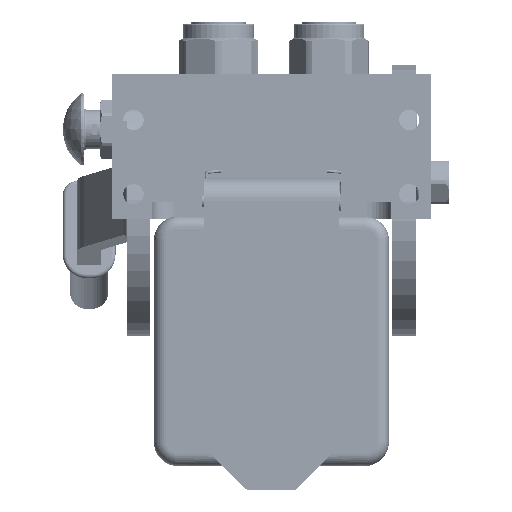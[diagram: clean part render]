
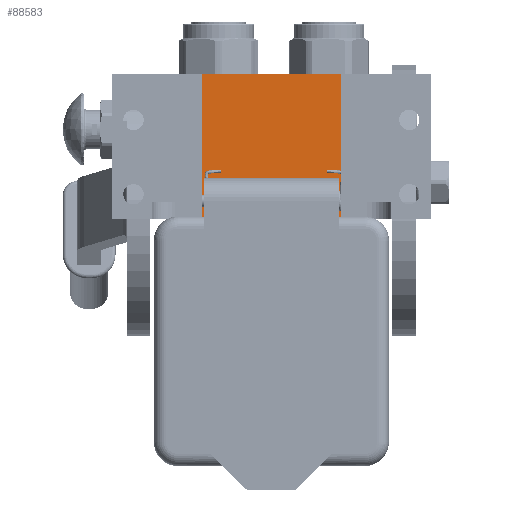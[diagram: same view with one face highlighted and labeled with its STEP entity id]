
A CAD part, left-side view. The second image highlights one B-rep face of the part: STEP entity #88583.
In plain terms, the highlighted face is planar.
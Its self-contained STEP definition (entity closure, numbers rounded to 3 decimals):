
#5068 = VERTEX_POINT ( 'NONE', #34604 ) ;
#9334 = VECTOR ( 'NONE', #14293, 1000. ) ;
#14293 = DIRECTION ( 'NONE',  ( 0., 1., 0. ) ) ;
#22936 = EDGE_CURVE ( 'NONE', #81981, #5068, #39396, .T. ) ;
#27087 = CARTESIAN_POINT ( 'NONE',  ( 29., 0., -107.5 ) ) ;
#34604 = CARTESIAN_POINT ( 'NONE',  ( 29., 60.2, -107.5 ) ) ;
#35415 = LINE ( 'NONE', #27087, #99905 ) ;
#39396 = LINE ( 'NONE', #42911, #9334 ) ;
#42911 = CARTESIAN_POINT ( 'NONE',  ( 29., 0., -107.5 ) ) ;
#46003 = DIRECTION ( 'NONE',  ( 0., 0., -1. ) ) ;
#49288 = ORIENTED_EDGE ( 'NONE', *, *, #72550, .T. ) ;
#54755 = LINE ( 'NONE', #63821, #72826 ) ;
#55020 = EDGE_CURVE ( 'NONE', #5068, #116583, #107115, .T. ) ;
#56886 = PLANE ( 'NONE',  #67845 ) ;
#60570 = EDGE_CURVE ( 'NONE', #81981, #70513, #35415, .T. ) ;
#61511 = ORIENTED_EDGE ( 'NONE', *, *, #22936, .F. ) ;
#63821 = CARTESIAN_POINT ( 'NONE',  ( -29., 0., -107.5 ) ) ;
#66485 = CARTESIAN_POINT ( 'NONE',  ( 29., 0., -107.5 ) ) ;
#67845 = AXIS2_PLACEMENT_3D ( 'NONE', #66485, #46003, #113133 ) ;
#70513 = VERTEX_POINT ( 'NONE', #98982 ) ;
#72550 = EDGE_CURVE ( 'NONE', #70513, #116583, #54755, .T. ) ;
#72826 = VECTOR ( 'NONE', #93593, 1000. ) ;
#78769 = ORIENTED_EDGE ( 'NONE', *, *, #60570, .T. ) ;
#81981 = VERTEX_POINT ( 'NONE', #89483 ) ;
#82448 = EDGE_LOOP ( 'NONE', ( #49288, #93354, #61511, #78769 ) ) ;
#83543 = CARTESIAN_POINT ( 'NONE',  ( -29., 60.2, -107.5 ) ) ;
#86275 = CARTESIAN_POINT ( 'NONE',  ( 29., 60.2, -107.5 ) ) ;
#87958 = DIRECTION ( 'NONE',  ( -1., 0., 0. ) ) ;
#88583 = ADVANCED_FACE ( 'NONE', ( #118675 ), #56886, .T. ) ;
#89483 = CARTESIAN_POINT ( 'NONE',  ( 29., 0., -107.5 ) ) ;
#93354 = ORIENTED_EDGE ( 'NONE', *, *, #55020, .F. ) ;
#93593 = DIRECTION ( 'NONE',  ( 0., 1., 0. ) ) ;
#98982 = CARTESIAN_POINT ( 'NONE',  ( -29., 0., -107.5 ) ) ;
#99905 = VECTOR ( 'NONE', #112283, 1000. ) ;
#104109 = VECTOR ( 'NONE', #87958, 1000. ) ;
#107115 = LINE ( 'NONE', #86275, #104109 ) ;
#112283 = DIRECTION ( 'NONE',  ( -1., 0., 0. ) ) ;
#113133 = DIRECTION ( 'NONE',  ( -1., 0., 0. ) ) ;
#116583 = VERTEX_POINT ( 'NONE', #83543 ) ;
#118675 = FACE_OUTER_BOUND ( 'NONE', #82448, .T. ) ;
